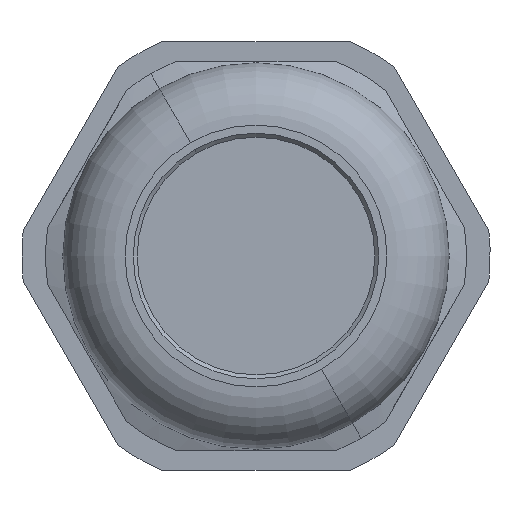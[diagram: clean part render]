
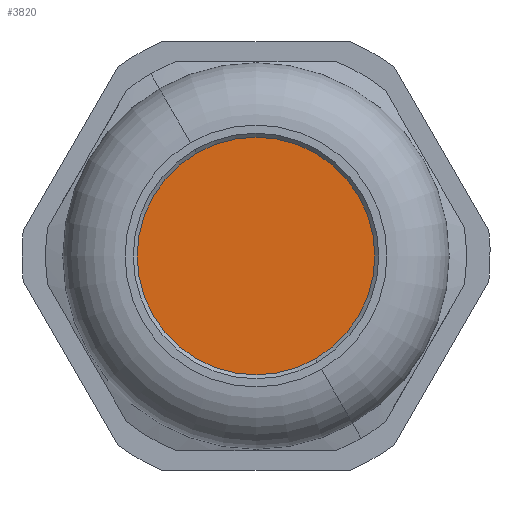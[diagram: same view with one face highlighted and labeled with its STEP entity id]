
A CAD part, left-side view. The second image highlights one B-rep face of the part: STEP entity #3820.
In plain terms, the highlighted face is planar.
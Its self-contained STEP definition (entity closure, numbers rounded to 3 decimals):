
#3400=CARTESIAN_POINT('',(0.5,-15.35,0.));
#3410=VERTEX_POINT('',#3400);
#3530=CARTESIAN_POINT('',(0.5,15.35,0.));
#3540=VERTEX_POINT('',#3530);
#3570=CARTESIAN_POINT('',(0.5,0.,0.));
#3580=DIRECTION('',(-1.,-0.,-0.));
#3590=DIRECTION('',(0.,0.,1.));
#3600=AXIS2_PLACEMENT_3D('',#3570,#3580,#3590);
#3610=CIRCLE('',#3600,15.35);
#3620=CARTESIAN_POINT('',(0.5,0.,15.35));
#3630=VERTEX_POINT('',#3620);
#3640=EDGE_CURVE('',#3630,#3540,#3610,.T.);
#3660=EDGE_CURVE('',#3410,#3630,#3610,.T.);
#3710=CARTESIAN_POINT('',(0.5,15.35,0.));
#3720=DIRECTION('',(-1.,0.,-0.));
#3730=DIRECTION('',(0.,0.,1.));
#3740=AXIS2_PLACEMENT_3D('',#3710,#3720,#3730);
#3750=PLANE('',#3740);
#3760=ORIENTED_EDGE('',*,*,#3640,.F.);
#3770=EDGE_CURVE('',#3540,#3410,#3610,.T.);
#3780=ORIENTED_EDGE('',*,*,#3770,.F.);
#3790=ORIENTED_EDGE('',*,*,#3660,.F.);
#3800=EDGE_LOOP('',(#3790,#3780,#3760));
#3810=FACE_OUTER_BOUND('',#3800,.T.);
#3820=ADVANCED_FACE('',(#3810),#3750,.F.);
